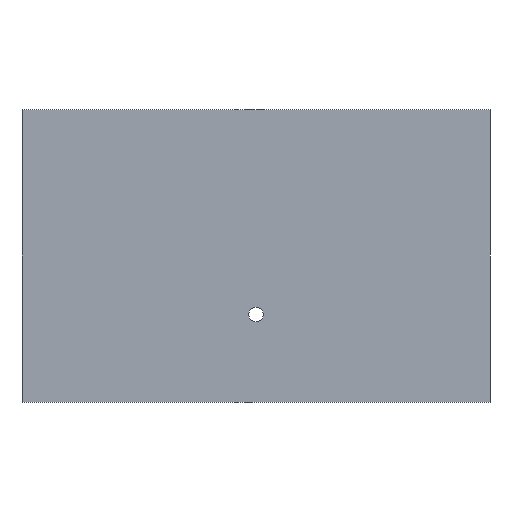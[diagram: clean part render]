
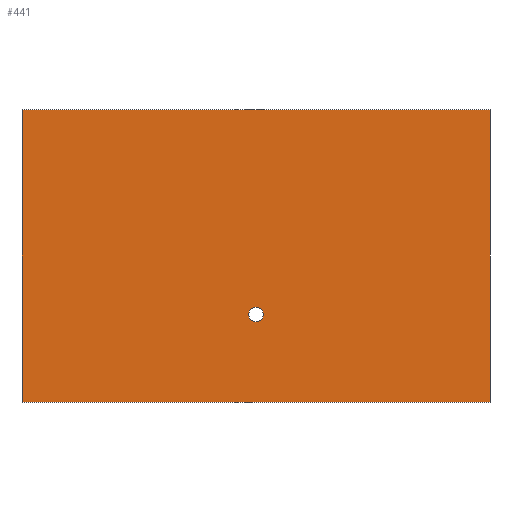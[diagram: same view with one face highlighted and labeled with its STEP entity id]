
A CAD part, front view. The second image highlights one B-rep face of the part: STEP entity #441.
In plain terms, the highlighted planar face has unit normal (0, -1, 0).
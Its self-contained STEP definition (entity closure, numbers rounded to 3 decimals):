
#21=LINE('',#631,#33);
#24=LINE('',#639,#36);
#25=LINE('',#641,#37);
#26=LINE('',#643,#38);
#33=VECTOR('',#548,1000.);
#36=VECTOR('',#555,1000.);
#37=VECTOR('',#556,1000.);
#38=VECTOR('',#557,1000.);
#47=PLANE('',#482);
#77=ORIENTED_EDGE('',*,*,#131,.F.);
#78=ORIENTED_EDGE('',*,*,#132,.T.);
#79=ORIENTED_EDGE('',*,*,#133,.F.);
#80=ORIENTED_EDGE('',*,*,#134,.F.);
#81=ORIENTED_EDGE('',*,*,#128,.T.);
#128=EDGE_CURVE('',#158,#157,#21,.T.);
#131=EDGE_CURVE('',#160,#160,#181,.T.);
#132=EDGE_CURVE('',#157,#161,#24,.T.);
#133=EDGE_CURVE('',#162,#161,#25,.T.);
#134=EDGE_CURVE('',#158,#162,#26,.T.);
#157=VERTEX_POINT('',#630);
#158=VERTEX_POINT('',#632);
#160=VERTEX_POINT('',#638);
#161=VERTEX_POINT('',#640);
#162=VERTEX_POINT('',#642);
#181=CIRCLE('',#483,2.459);
#203=EDGE_LOOP('',(#77));
#204=EDGE_LOOP('',(#78,#79,#80,#81));
#243=FACE_BOUND('',#203,.T.);
#244=FACE_BOUND('',#204,.T.);
#441=ADVANCED_FACE('',(#243,#244),#47,.F.);
#482=AXIS2_PLACEMENT_3D('',#636,#551,#552);
#483=AXIS2_PLACEMENT_3D('',#637,#553,#554);
#548=DIRECTION('',(0.,0.,-1.));
#551=DIRECTION('',(0.,1.,0.));
#552=DIRECTION('',(0.,0.,1.));
#553=DIRECTION('',(0.,-1.,0.));
#554=DIRECTION('',(1.,0.,0.));
#555=DIRECTION('',(1.,0.,0.));
#556=DIRECTION('',(0.,0.,-1.));
#557=DIRECTION('',(1.,0.,0.));
#630=CARTESIAN_POINT('',(-80.,-4.337,0.));
#631=CARTESIAN_POINT('',(-80.,-4.337,100.));
#632=CARTESIAN_POINT('',(-80.,-4.337,100.));
#636=CARTESIAN_POINT('',(-80.,-4.337,100.));
#637=CARTESIAN_POINT('',(0.,-4.337,30.));
#638=CARTESIAN_POINT('',(2.459,-4.337,30.));
#639=CARTESIAN_POINT('',(-80.,-4.337,0.));
#640=CARTESIAN_POINT('',(80.,-4.337,0.));
#641=CARTESIAN_POINT('',(80.,-4.337,100.));
#642=CARTESIAN_POINT('',(80.,-4.337,100.));
#643=CARTESIAN_POINT('',(-80.,-4.337,100.));
